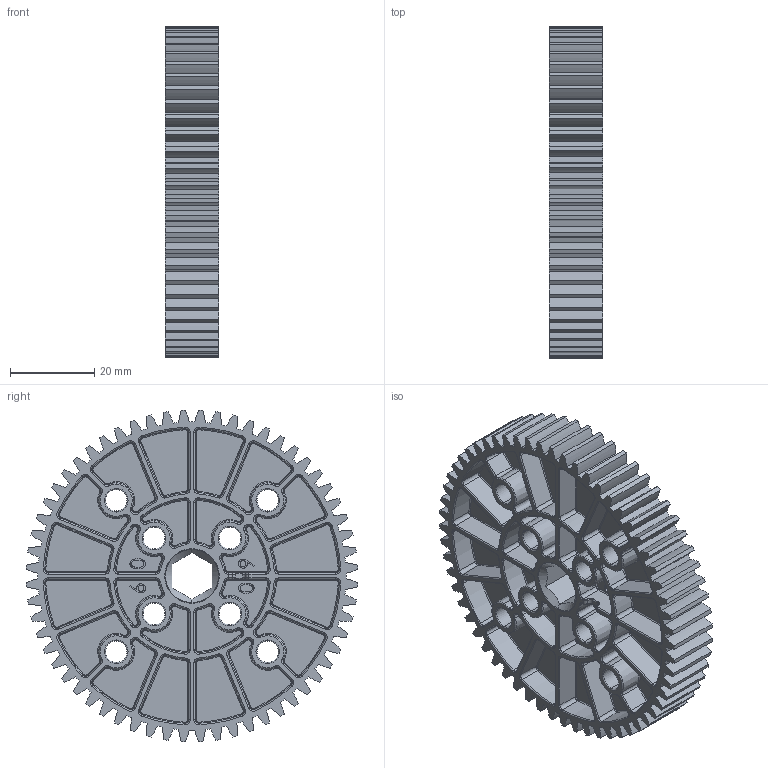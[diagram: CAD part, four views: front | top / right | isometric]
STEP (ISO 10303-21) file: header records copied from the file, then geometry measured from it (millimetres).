
FILE_DESCRIPTION (( 'STEP AP203' ), '1' );
FILE_NAME ('am-5020_60 60T 20DP 14.5PA 0.50 IN FW 0.375 Hex Gear.STEP', '2023-03-24T15:14:03', ( '' ), ( '' ), 'SwSTEP 2.0', 'SolidWorks 2022', '' );
FILE_SCHEMA (( 'CONFIG_CONTROL_DESIGN' ));
Products named in the file (1): am-5020_60 60T 20DP 14.5PA 0.50 IN FW 0.375 Hex Gear
Bounding box: 12.7 x 78.68 x 78.68 mm (x, y, z)
Volume: 24766.5 mm3; surface area: 28389.2 mm2
Topology: 1 solids, 1 shells, 1955 faces, 4669 edges, 2778 vertices
Faces by surface type: torus 852, cylinder 437, cone 412, plane 166, bspline 88
Entity records: 62572 total; most frequent: CARTESIAN_POINT 15271, DIRECTION 11483, ORIENTED_EDGE 9338, AXIS2_PLACEMENT_3D 5134, EDGE_CURVE 4669, CIRCLE 3266, VERTEX_POINT 2778, EDGE_LOOP 2035
